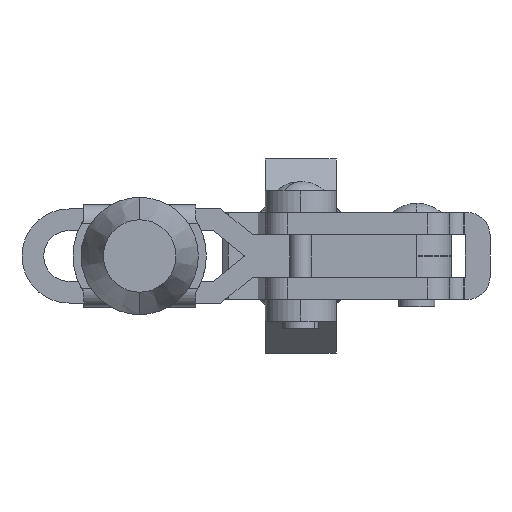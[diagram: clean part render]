
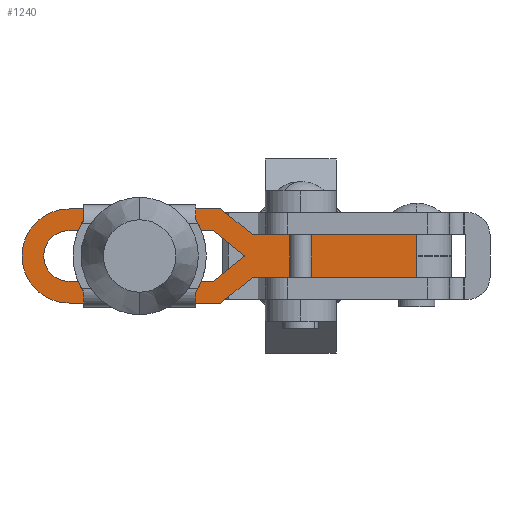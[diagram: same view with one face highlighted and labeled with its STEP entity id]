
A CAD part, front view. The second image highlights one B-rep face of the part: STEP entity #1240.
In plain terms, the highlighted planar face has unit normal (0, -1, 0).
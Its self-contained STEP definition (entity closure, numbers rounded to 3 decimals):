
#34 = CARTESIAN_POINT ( 'NONE',  ( -59.05, 22.7, -3. ) ) ;
#46 = VERTEX_POINT ( 'NONE', #6856 ) ;
#288 = EDGE_CURVE ( 'NONE', #7272, #5203, #5054, .T. ) ;
#321 = EDGE_CURVE ( 'NONE', #5902, #1230, #2321, .T. ) ;
#598 = EDGE_CURVE ( 'NONE', #6059, #2030, #2952, .T. ) ;
#724 = CARTESIAN_POINT ( 'NONE',  ( -34.834, 22.7, 0. ) ) ;
#869 = EDGE_CURVE ( 'NONE', #3364, #8316, #4217, .T. ) ;
#1045 = CARTESIAN_POINT ( 'NONE',  ( -52.55, 22.7, 6.5 ) ) ;
#1154 = DIRECTION ( 'NONE',  ( -1., 0., 0. ) ) ;
#1230 = VERTEX_POINT ( 'NONE', #10814 ) ;
#1240 = ADVANCED_FACE ( 'NONE', ( #4438 ), #2693, .F. ) ;
#1351 = LINE ( 'NONE', #12482, #6529 ) ;
#1367 = EDGE_CURVE ( 'NONE', #7325, #2030, #4603, .T. ) ;
#1392 = ORIENTED_EDGE ( 'NONE', *, *, #3282, .T. ) ;
#1491 = VECTOR ( 'NONE', #4229, 1000. ) ;
#1521 = EDGE_CURVE ( 'NONE', #12542, #8483, #1351, .T. ) ;
#1785 = DIRECTION ( 'NONE',  ( 0., 0., 1. ) ) ;
#1862 = VECTOR ( 'NONE', #3930, 1000. ) ;
#1868 = CARTESIAN_POINT ( 'NONE',  ( -4.5, 22.7, 0. ) ) ;
#2030 = VERTEX_POINT ( 'NONE', #7914 ) ;
#2049 = CIRCLE ( 'NONE', #10242, 3.5 ) ;
#2152 = EDGE_CURVE ( 'NONE', #5203, #46, #7289, .T. ) ;
#2295 = CARTESIAN_POINT ( 'NONE',  ( -27.25, 22.7, -3. ) ) ;
#2321 = LINE ( 'NONE', #9420, #4403 ) ;
#2365 = VERTEX_POINT ( 'NONE', #5661 ) ;
#2377 = CARTESIAN_POINT ( 'NONE',  ( -52.55, 22.7, 0. ) ) ;
#2437 = ORIENTED_EDGE ( 'NONE', *, *, #1521, .T. ) ;
#2457 = CARTESIAN_POINT ( 'NONE',  ( -4.5, 22.7, 6.5 ) ) ;
#2693 = PLANE ( 'NONE',  #7590 ) ;
#2759 = CARTESIAN_POINT ( 'NONE',  ( -52.55, 22.7, 0. ) ) ;
#2848 = CARTESIAN_POINT ( 'NONE',  ( -4.5, 22.7, 6.5 ) ) ;
#2952 = LINE ( 'NONE', #11761, #13077 ) ;
#3159 = AXIS2_PLACEMENT_3D ( 'NONE', #2759, #9821, #9982 ) ;
#3282 = EDGE_CURVE ( 'NONE', #3364, #6620, #12269, .T. ) ;
#3364 = VERTEX_POINT ( 'NONE', #1868 ) ;
#3385 = EDGE_CURVE ( 'NONE', #6059, #9391, #4363, .T. ) ;
#3430 = CARTESIAN_POINT ( 'NONE',  ( -27.25, 22.7, 3. ) ) ;
#3495 = DIRECTION ( 'NONE',  ( 0., 0., -1. ) ) ;
#3656 = ORIENTED_EDGE ( 'NONE', *, *, #869, .F. ) ;
#3659 = DIRECTION ( 'NONE',  ( 1., 0., 0. ) ) ;
#3677 = CARTESIAN_POINT ( 'NONE',  ( -28.309, 22.7, 0. ) ) ;
#3693 = CARTESIAN_POINT ( 'NONE',  ( -59.05, 22.7, 6.5 ) ) ;
#3930 = DIRECTION ( 'NONE',  ( 0., 0., -1. ) ) ;
#4056 = DIRECTION ( 'NONE',  ( -0.779, 0., -0.628 ) ) ;
#4140 = LINE ( 'NONE', #4439, #7824 ) ;
#4217 = LINE ( 'NONE', #2457, #6959 ) ;
#4229 = DIRECTION ( 'NONE',  ( 1., 0., 0. ) ) ;
#4274 = DIRECTION ( 'NONE',  ( -1., 0., 0. ) ) ;
#4363 = CIRCLE ( 'NONE', #3159, 6.5 ) ;
#4373 = CARTESIAN_POINT ( 'NONE',  ( -48.233, 22.7, 19.917 ) ) ;
#4403 = VECTOR ( 'NONE', #12446, 1000. ) ;
#4438 = FACE_OUTER_BOUND ( 'NONE', #6130, .T. ) ;
#4439 = CARTESIAN_POINT ( 'NONE',  ( -34.834, 22.7, 0. ) ) ;
#4440 = ORIENTED_EDGE ( 'NONE', *, *, #3385, .F. ) ;
#4603 = LINE ( 'NONE', #9637, #12330 ) ;
#4612 = LINE ( 'NONE', #2848, #1862 ) ;
#4666 = CARTESIAN_POINT ( 'NONE',  ( -50.116, 22.7, 17.581 ) ) ;
#4717 = VECTOR ( 'NONE', #10696, 1000. ) ;
#4803 = ORIENTED_EDGE ( 'NONE', *, *, #288, .F. ) ;
#4907 = EDGE_CURVE ( 'NONE', #6620, #12542, #8341, .T. ) ;
#4982 = ORIENTED_EDGE ( 'NONE', *, *, #9424, .F. ) ;
#4991 = LINE ( 'NONE', #9270, #10040 ) ;
#5054 = LINE ( 'NONE', #4373, #7436 ) ;
#5189 = DIRECTION ( 'NONE',  ( -1., 0., 0. ) ) ;
#5203 = VERTEX_POINT ( 'NONE', #3430 ) ;
#5655 = VECTOR ( 'NONE', #12796, 1000. ) ;
#5661 = CARTESIAN_POINT ( 'NONE',  ( -4.5, 22.7, 0. ) ) ;
#5800 = DIRECTION ( 'NONE',  ( 0., 1., 0. ) ) ;
#5902 = VERTEX_POINT ( 'NONE', #7957 ) ;
#6059 = VERTEX_POINT ( 'NONE', #6402 ) ;
#6130 = EDGE_LOOP ( 'NONE', ( #3656, #1392, #10145, #2437, #8137, #7419, #7517, #10342, #9581, #12089, #4803, #4982, #4440, #7022, #12864, #12688 ) ) ;
#6234 = DIRECTION ( 'NONE',  ( 1., 0., 0. ) ) ;
#6402 = CARTESIAN_POINT ( 'NONE',  ( -52.55, 22.7, -6.5 ) ) ;
#6510 = EDGE_CURVE ( 'NONE', #8483, #5902, #2049, .T. ) ;
#6529 = VECTOR ( 'NONE', #1154, 1000. ) ;
#6620 = VERTEX_POINT ( 'NONE', #3677 ) ;
#6731 = EDGE_CURVE ( 'NONE', #8480, #2365, #4140, .T. ) ;
#6856 = CARTESIAN_POINT ( 'NONE',  ( -4.5, 22.7, 3. ) ) ;
#6959 = VECTOR ( 'NONE', #3495, 1000. ) ;
#7019 = VECTOR ( 'NONE', #5189, 1000. ) ;
#7022 = ORIENTED_EDGE ( 'NONE', *, *, #598, .T. ) ;
#7272 = VERTEX_POINT ( 'NONE', #12346 ) ;
#7289 = LINE ( 'NONE', #9763, #1491 ) ;
#7325 = VERTEX_POINT ( 'NONE', #2295 ) ;
#7419 = ORIENTED_EDGE ( 'NONE', *, *, #321, .T. ) ;
#7436 = VECTOR ( 'NONE', #9290, 1000. ) ;
#7517 = ORIENTED_EDGE ( 'NONE', *, *, #8540, .T. ) ;
#7590 = AXIS2_PLACEMENT_3D ( 'NONE', #3693, #5800, #1785 ) ;
#7824 = VECTOR ( 'NONE', #9292, 1000. ) ;
#7914 = CARTESIAN_POINT ( 'NONE',  ( -31.591, 22.7, -6.5 ) ) ;
#7957 = CARTESIAN_POINT ( 'NONE',  ( -52.55, 22.7, 3.5 ) ) ;
#8137 = ORIENTED_EDGE ( 'NONE', *, *, #6510, .T. ) ;
#8316 = VERTEX_POINT ( 'NONE', #10091 ) ;
#8341 = LINE ( 'NONE', #9519, #5655 ) ;
#8480 = VERTEX_POINT ( 'NONE', #11597 ) ;
#8483 = VERTEX_POINT ( 'NONE', #10600 ) ;
#8540 = EDGE_CURVE ( 'NONE', #1230, #8480, #10076, .T. ) ;
#8562 = DIRECTION ( 'NONE',  ( 0., 1., 0. ) ) ;
#9270 = CARTESIAN_POINT ( 'NONE',  ( -59.05, 22.7, 6.5 ) ) ;
#9290 = DIRECTION ( 'NONE',  ( 0.779, 0., -0.628 ) ) ;
#9292 = DIRECTION ( 'NONE',  ( 1., 0., 0. ) ) ;
#9391 = VERTEX_POINT ( 'NONE', #1045 ) ;
#9420 = CARTESIAN_POINT ( 'NONE',  ( -59.05, 22.7, 3.5 ) ) ;
#9424 = EDGE_CURVE ( 'NONE', #9391, #7272, #4991, .T. ) ;
#9519 = CARTESIAN_POINT ( 'NONE',  ( -43.764, 22.7, -12.46 ) ) ;
#9581 = ORIENTED_EDGE ( 'NONE', *, *, #10817, .F. ) ;
#9604 = VECTOR ( 'NONE', #4274, 1000. ) ;
#9637 = CARTESIAN_POINT ( 'NONE',  ( -41.881, 22.7, -14.796 ) ) ;
#9763 = CARTESIAN_POINT ( 'NONE',  ( -59.05, 22.7, 3. ) ) ;
#9821 = DIRECTION ( 'NONE',  ( 0., 1., 0. ) ) ;
#9982 = DIRECTION ( 'NONE',  ( 0., 0., 1. ) ) ;
#10040 = VECTOR ( 'NONE', #6234, 1000. ) ;
#10076 = LINE ( 'NONE', #4666, #4717 ) ;
#10091 = CARTESIAN_POINT ( 'NONE',  ( -4.5, 22.7, -3. ) ) ;
#10145 = ORIENTED_EDGE ( 'NONE', *, *, #4907, .T. ) ;
#10242 = AXIS2_PLACEMENT_3D ( 'NONE', #2377, #8562, #10906 ) ;
#10342 = ORIENTED_EDGE ( 'NONE', *, *, #6731, .T. ) ;
#10494 = EDGE_CURVE ( 'NONE', #8316, #7325, #11255, .T. ) ;
#10600 = CARTESIAN_POINT ( 'NONE',  ( -52.55, 22.7, -3.5 ) ) ;
#10696 = DIRECTION ( 'NONE',  ( 0.779, 0., -0.628 ) ) ;
#10814 = CARTESIAN_POINT ( 'NONE',  ( -32.65, 22.7, 3.5 ) ) ;
#10817 = EDGE_CURVE ( 'NONE', #46, #2365, #4612, .T. ) ;
#10906 = DIRECTION ( 'NONE',  ( 0., 0., 1. ) ) ;
#11255 = LINE ( 'NONE', #34, #7019 ) ;
#11597 = CARTESIAN_POINT ( 'NONE',  ( -28.309, 22.7, 0. ) ) ;
#11761 = CARTESIAN_POINT ( 'NONE',  ( -59.05, 22.7, -6.5 ) ) ;
#11836 = CARTESIAN_POINT ( 'NONE',  ( -32.65, 22.7, -3.5 ) ) ;
#12089 = ORIENTED_EDGE ( 'NONE', *, *, #2152, .F. ) ;
#12269 = LINE ( 'NONE', #724, #9604 ) ;
#12330 = VECTOR ( 'NONE', #4056, 1000. ) ;
#12346 = CARTESIAN_POINT ( 'NONE',  ( -31.591, 22.7, 6.5 ) ) ;
#12446 = DIRECTION ( 'NONE',  ( 1., 0., 0. ) ) ;
#12482 = CARTESIAN_POINT ( 'NONE',  ( -59.05, 22.7, -3.5 ) ) ;
#12542 = VERTEX_POINT ( 'NONE', #11836 ) ;
#12688 = ORIENTED_EDGE ( 'NONE', *, *, #10494, .F. ) ;
#12796 = DIRECTION ( 'NONE',  ( -0.779, 0., -0.628 ) ) ;
#12864 = ORIENTED_EDGE ( 'NONE', *, *, #1367, .F. ) ;
#13077 = VECTOR ( 'NONE', #3659, 1000. ) ;
